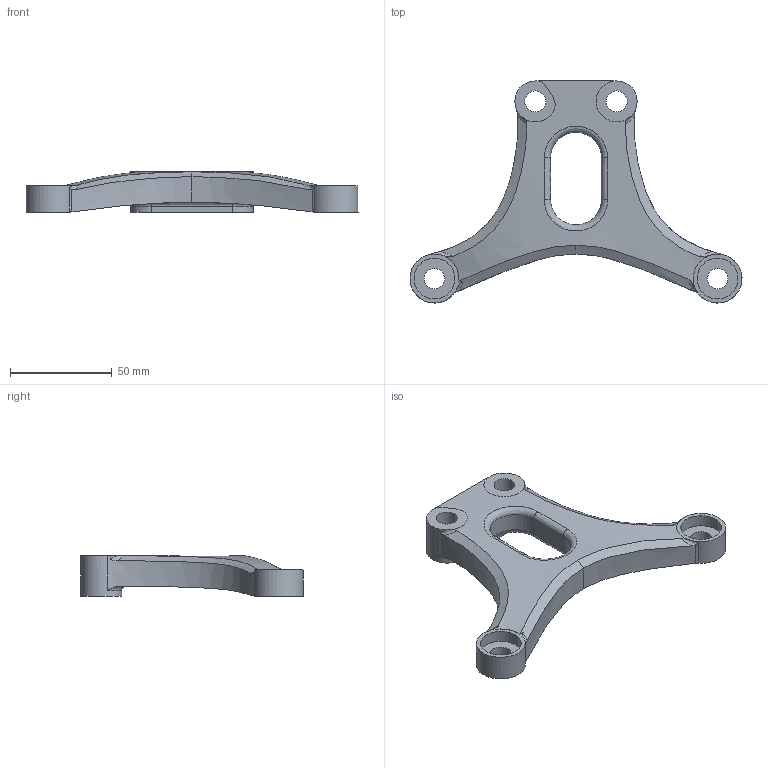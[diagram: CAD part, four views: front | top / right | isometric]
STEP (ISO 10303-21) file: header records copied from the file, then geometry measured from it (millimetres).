
FILE_DESCRIPTION( ( 'STEP AP203' ), '1' );
FILE_NAME( ' ', ' ', ( ' ' ), ( ' ' ), 'PSStep 10.0', ' ', ' ' );
FILE_SCHEMA( ( 'CONFIG_CONTROL_DESIGN' ) );
Length unit declared in the file: millimetre
Products named in the file (1): 1
Bounding box: 162.95 x 108.99 x 20 mm (x, y, z)
Volume: 91092.8 mm3; surface area: 24198.4 mm2
Topology: 1 solids, 1 shells, 88 faces, 244 edges, 159 vertices
Faces by surface type: cylinder 32, bspline 26, plane 20, torus 4, extrusion 3, cone 3
Full cylindrical faces by diameter (mm): 3.15 x1, 4.2 x2, 10 x2, 10.25 x2, 20 x2
Entity records: 12200 total; most frequent: CARTESIAN_POINT 10291, ORIENTED_EDGE 444, DIRECTION 274, EDGE_CURVE 222, VERTEX_POINT 153, B_SPLINE_CURVE_WITH_KNOTS 123, AXIS2_PLACEMENT_3D 114, EDGE_LOOP 112
